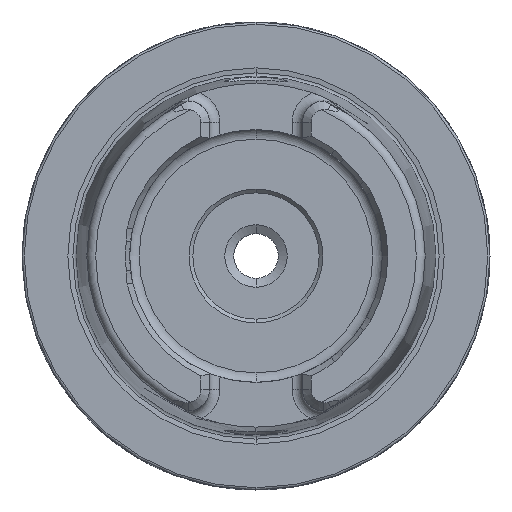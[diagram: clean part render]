
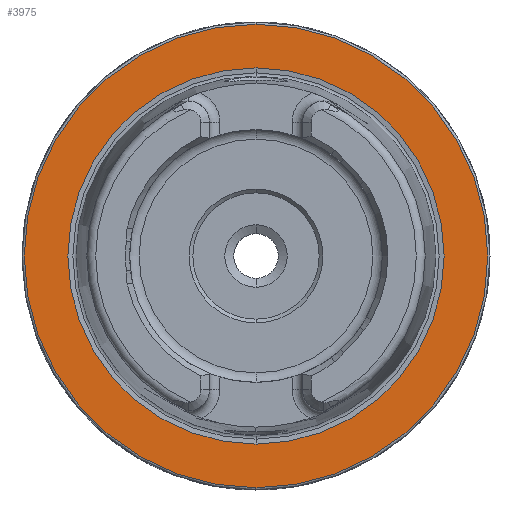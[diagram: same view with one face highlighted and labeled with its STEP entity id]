
A CAD part, left-side view. The second image highlights one B-rep face of the part: STEP entity #3975.
In plain terms, the highlighted planar face has unit normal (-1, 0, 0).
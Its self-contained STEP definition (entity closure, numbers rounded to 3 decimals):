
#400 = VERTEX_POINT ( 'NONE', #4992 ) ;
#404 = VERTEX_POINT ( 'NONE', #4996 ) ;
#654 = CIRCLE ( 'NONE', #7978, 25.324 ) ;
#655 = CIRCLE ( 'NONE', #7979, 31.2 ) ;
#885 = CIRCLE ( 'NONE', #8059, 31.2 ) ;
#888 = CIRCLE ( 'NONE', #8062, 25.324 ) ;
#1126 = EDGE_CURVE ( 'NONE', #400, #6208, #654, .T. ) ;
#1128 = EDGE_CURVE ( 'NONE', #6207, #404, #655, .T. ) ;
#1401 = EDGE_CURVE ( 'NONE', #404, #6207, #885, .T. ) ;
#1405 = EDGE_CURVE ( 'NONE', #6208, #400, #888, .T. ) ;
#1604 = FACE_OUTER_BOUND ( 'NONE', #3832, .T. ) ;
#1610 = FACE_BOUND ( 'NONE', #3847, .T. ) ;
#1789 = CARTESIAN_POINT ( 'NONE',  ( 0., 0., 0. ) ) ;
#1790 = DIRECTION ( 'NONE',  ( -1., 0., 0. ) ) ;
#1791 = DIRECTION ( 'NONE',  ( 0., 0., 1. ) ) ;
#1792 = CARTESIAN_POINT ( 'NONE',  ( 0., 0., 0. ) ) ;
#1793 = DIRECTION ( 'NONE',  ( -1., 0., 0. ) ) ;
#1794 = DIRECTION ( 'NONE',  ( 0., 0., 1. ) ) ;
#3534 = ORIENTED_EDGE ( 'NONE', *, *, #1128, .T. ) ;
#3535 = ORIENTED_EDGE ( 'NONE', *, *, #1401, .T. ) ;
#3536 = ORIENTED_EDGE ( 'NONE', *, *, #1126, .F. ) ;
#3537 = ORIENTED_EDGE ( 'NONE', *, *, #1405, .F. ) ;
#3832 = EDGE_LOOP ( 'NONE', ( #3535, #3534 ) ) ;
#3847 = EDGE_LOOP ( 'NONE', ( #3536, #3537 ) ) ;
#3975 = ADVANCED_FACE ( 'NONE', ( #1610, #1604 ), #5282, .F. ) ;
#4992 = CARTESIAN_POINT ( 'NONE',  ( 0., 0., 25.324 ) ) ;
#4996 = CARTESIAN_POINT ( 'NONE',  ( 0., 0., 31.2 ) ) ;
#5279 = CARTESIAN_POINT ( 'NONE',  ( 0., 31.2, 0. ) ) ;
#5282 = PLANE ( 'NONE',  #8168 ) ;
#5284 = DIRECTION ( 'NONE',  ( 1., 0., 0. ) ) ;
#5285 = DIRECTION ( 'NONE',  ( 0., 0., -1. ) ) ;
#5512 = CARTESIAN_POINT ( 'NONE',  ( 0., 0., 0. ) ) ;
#5513 = DIRECTION ( 'NONE',  ( -1., 0., 0. ) ) ;
#5514 = DIRECTION ( 'NONE',  ( 0., 0., 1. ) ) ;
#5524 = CARTESIAN_POINT ( 'NONE',  ( 0., 0., 0. ) ) ;
#5525 = DIRECTION ( 'NONE',  ( -1., 0., 0. ) ) ;
#5526 = DIRECTION ( 'NONE',  ( 0., 0., 1. ) ) ;
#6207 = VERTEX_POINT ( 'NONE', #7805 ) ;
#6208 = VERTEX_POINT ( 'NONE', #7806 ) ;
#7805 = CARTESIAN_POINT ( 'NONE',  ( 0., 0., -31.2 ) ) ;
#7806 = CARTESIAN_POINT ( 'NONE',  ( 0., 0., -25.324 ) ) ;
#7978 = AXIS2_PLACEMENT_3D ( 'NONE', #1789, #1790, #1791 ) ;
#7979 = AXIS2_PLACEMENT_3D ( 'NONE', #1792, #1793, #1794 ) ;
#8059 = AXIS2_PLACEMENT_3D ( 'NONE', #5512, #5513, #5514 ) ;
#8062 = AXIS2_PLACEMENT_3D ( 'NONE', #5524, #5525, #5526 ) ;
#8168 = AXIS2_PLACEMENT_3D ( 'NONE', #5279, #5284, #5285 ) ;
